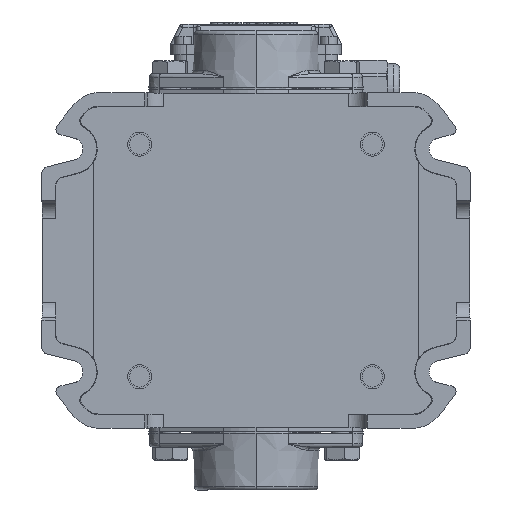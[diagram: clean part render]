
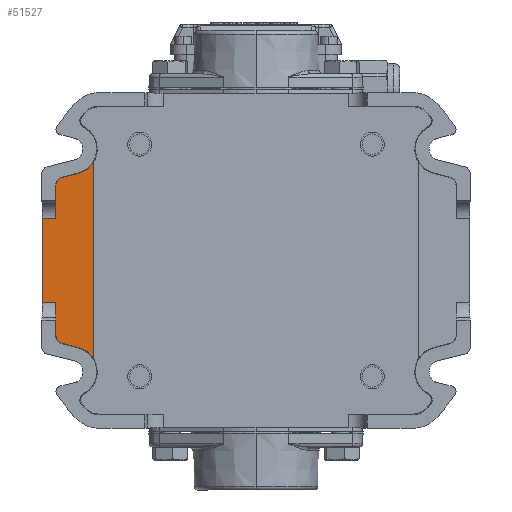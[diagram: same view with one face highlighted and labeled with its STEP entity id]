
A CAD part, front view. The second image highlights one B-rep face of the part: STEP entity #51527.
In plain terms, the highlighted planar face has unit normal (0, -1, 0).
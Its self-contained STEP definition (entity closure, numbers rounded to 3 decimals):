
#1784 = DIRECTION ( 'NONE',  ( 0., 1., 0. ) ) ;
#2093 = CARTESIAN_POINT ( 'NONE',  ( -43.619, 8., -116.791 ) ) ;
#2305 = VERTEX_POINT ( 'NONE', #28253 ) ;
#3575 = EDGE_CURVE ( 'NONE', #39778, #58524, #63798, .T. ) ;
#3699 = CARTESIAN_POINT ( 'NONE',  ( -43.619, 8., -116.791 ) ) ;
#3852 = ORIENTED_EDGE ( 'NONE', *, *, #9381, .T. ) ;
#4284 = LINE ( 'NONE', #27525, #72716 ) ;
#4816 = VECTOR ( 'NONE', #57211, 1000. ) ;
#6184 = DIRECTION ( 'NONE',  ( 0., 1., 0. ) ) ;
#6833 = DIRECTION ( 'NONE',  ( 0., 0., 1. ) ) ;
#7160 = CARTESIAN_POINT ( 'NONE',  ( -46.008, 8., -116.791 ) ) ;
#7256 = EDGE_CURVE ( 'NONE', #7471, #50215, #33622, .T. ) ;
#7471 = VERTEX_POINT ( 'NONE', #26851 ) ;
#8154 = CARTESIAN_POINT ( 'NONE',  ( 46.008, 8., -116.791 ) ) ;
#8473 =( BOUNDED_CURVE ( )  B_SPLINE_CURVE ( 3, ( #20289, #18773, #7160, #2093 ),
 .UNSPECIFIED., .F., .F. ) 
 B_SPLINE_CURVE_WITH_KNOTS ( ( 4, 4 ),
 ( 2.479, 3.805 ),
 .UNSPECIFIED. ) 
 CURVE ( )  GEOMETRIC_REPRESENTATION_ITEM ( )  RATIONAL_B_SPLINE_CURVE ( ( 1., 0.859, 0.859, 1. ) ) 
 REPRESENTATION_ITEM ( '' )  );
#9381 = EDGE_CURVE ( 'NONE', #36695, #76004, #41705, .T. ) ;
#9959 = VECTOR ( 'NONE', #65321, 1000. ) ;
#12369 = CARTESIAN_POINT ( 'NONE',  ( 0., 8., 0. ) ) ;
#14102 = CIRCLE ( 'NONE', #74696, 14.709 ) ;
#14549 = EDGE_CURVE ( 'NONE', #2305, #36695, #8473, .T. ) ;
#15057 = EDGE_CURVE ( 'NONE', #45657, #2305, #16977, .T. ) ;
#16977 = LINE ( 'NONE', #69605, #33597 ) ;
#17143 = CARTESIAN_POINT ( 'NONE',  ( 57.246, 8., -95. ) ) ;
#18773 = CARTESIAN_POINT ( 'NONE',  ( -47.891, 8., -115.32 ) ) ;
#18806 = EDGE_CURVE ( 'NONE', #29080, #45657, #24242, .T. ) ;
#19285 = ORIENTED_EDGE ( 'NONE', *, *, #7256, .T. ) ;
#20137 = CARTESIAN_POINT ( 'NONE',  ( 47.891, 8., -115.32 ) ) ;
#20287 = CARTESIAN_POINT ( 'NONE',  ( -50.727, 8., -103.941 ) ) ;
#20289 = CARTESIAN_POINT ( 'NONE',  ( -48.469, 8., -113.001 ) ) ;
#20414 = CARTESIAN_POINT ( 'NONE',  ( 50.727, 8., -103.941 ) ) ;
#20946 = DIRECTION ( 'NONE',  ( 1., 0., 0. ) ) ;
#22186 = CARTESIAN_POINT ( 'NONE',  ( -24.608, 8., 0. ) ) ;
#22384 = EDGE_CURVE ( 'NONE', #76004, #47358, #39224, .T. ) ;
#22820 = PLANE ( 'NONE',  #63697 ) ;
#23027 = AXIS2_PLACEMENT_3D ( 'NONE', #30073, #1784, #6833 ) ;
#24242 = CIRCLE ( 'NONE', #23027, 14.709 ) ;
#24252 = ORIENTED_EDGE ( 'NONE', *, *, #15057, .T. ) ;
#24655 = CARTESIAN_POINT ( 'NONE',  ( 48.469, 8., -113.001 ) ) ;
#24766 = CARTESIAN_POINT ( 'NONE',  ( 65., 8., -107.5 ) ) ;
#26001 = ORIENTED_EDGE ( 'NONE', *, *, #76565, .T. ) ;
#26851 = CARTESIAN_POINT ( 'NONE',  ( 24.608, 8., -124.791 ) ) ;
#27525 = CARTESIAN_POINT ( 'NONE',  ( -58.463, 8., -95. ) ) ;
#27824 = DIRECTION ( 'NONE',  ( 0.242, 0., -0.97 ) ) ;
#28253 = CARTESIAN_POINT ( 'NONE',  ( -48.469, 8., -113.001 ) ) ;
#29080 = VERTEX_POINT ( 'NONE', #31810 ) ;
#29797 = FACE_OUTER_BOUND ( 'NONE', #64911, .T. ) ;
#30073 = CARTESIAN_POINT ( 'NONE',  ( -65., 8., -107.5 ) ) ;
#31779 = EDGE_CURVE ( 'NONE', #29080, #57266, #4284, .T. ) ;
#31810 = CARTESIAN_POINT ( 'NONE',  ( -57.246, 8., -95. ) ) ;
#31831 = VECTOR ( 'NONE', #74655, 1000. ) ;
#32143 = CARTESIAN_POINT ( 'NONE',  ( 48.469, 8., -113.001 ) ) ;
#32696 = ORIENTED_EDGE ( 'NONE', *, *, #49869, .T. ) ;
#33597 = VECTOR ( 'NONE', #27824, 1000. ) ;
#33622 = LINE ( 'NONE', #39788, #4816 ) ;
#36695 = VERTEX_POINT ( 'NONE', #3699 ) ;
#36781 = DIRECTION ( 'NONE',  ( 0., -1., 0. ) ) ;
#37634 = EDGE_CURVE ( 'NONE', #7471, #47358, #65731, .T. ) ;
#37970 = CARTESIAN_POINT ( 'NONE',  ( -47.687, 8., -116.791 ) ) ;
#38644 = CARTESIAN_POINT ( 'NONE',  ( 43.619, 8., -116.791 ) ) ;
#39224 = LINE ( 'NONE', #22186, #53602 ) ;
#39778 = VERTEX_POINT ( 'NONE', #20414 ) ;
#39788 = CARTESIAN_POINT ( 'NONE',  ( 24.608, 8., -116.791 ) ) ;
#41705 = LINE ( 'NONE', #42091, #9959 ) ;
#42091 = CARTESIAN_POINT ( 'NONE',  ( -47.687, 8., -116.791 ) ) ;
#44508 = DIRECTION ( 'NONE',  ( 1., 0., 0. ) ) ;
#44511 = ORIENTED_EDGE ( 'NONE', *, *, #22384, .T. ) ;
#45396 =( BOUNDED_CURVE ( )  B_SPLINE_CURVE ( 3, ( #72017, #8154, #20137, #32143 ),
 .UNSPECIFIED., .F., .F. ) 
 B_SPLINE_CURVE_WITH_KNOTS ( ( 4, 4 ),
 ( 2.479, 3.805 ),
 .UNSPECIFIED. ) 
 CURVE ( )  GEOMETRIC_REPRESENTATION_ITEM ( )  RATIONAL_B_SPLINE_CURVE ( ( 1., 0.859, 0.859, 1. ) ) 
 REPRESENTATION_ITEM ( '' )  );
#45657 = VERTEX_POINT ( 'NONE', #20287 ) ;
#47358 = VERTEX_POINT ( 'NONE', #57327 ) ;
#47517 = DIRECTION ( 'NONE',  ( -1., 0., 0. ) ) ;
#48293 = CARTESIAN_POINT ( 'NONE',  ( 0., 8., -124.791 ) ) ;
#49869 = EDGE_CURVE ( 'NONE', #50215, #71235, #50310, .T. ) ;
#50215 = VERTEX_POINT ( 'NONE', #56319 ) ;
#50310 = LINE ( 'NONE', #37970, #69669 ) ;
#51527 = ADVANCED_FACE ( 'NONE', ( #29797 ), #22820, .F. ) ;
#52598 = DIRECTION ( 'NONE',  ( 0., 0., 1. ) ) ;
#53602 = VECTOR ( 'NONE', #56647, 1000. ) ;
#53916 = ORIENTED_EDGE ( 'NONE', *, *, #3575, .F. ) ;
#56319 = CARTESIAN_POINT ( 'NONE',  ( 24.608, 8., -116.791 ) ) ;
#56647 = DIRECTION ( 'NONE',  ( 0., 0., -1. ) ) ;
#57211 = DIRECTION ( 'NONE',  ( 0., 0., 1. ) ) ;
#57266 = VERTEX_POINT ( 'NONE', #17143 ) ;
#57327 = CARTESIAN_POINT ( 'NONE',  ( -24.608, 8., -124.791 ) ) ;
#58524 = VERTEX_POINT ( 'NONE', #24655 ) ;
#59059 = ORIENTED_EDGE ( 'NONE', *, *, #37634, .F. ) ;
#60779 = DIRECTION ( 'NONE',  ( 0., 0., 1. ) ) ;
#61605 = ORIENTED_EDGE ( 'NONE', *, *, #61977, .F. ) ;
#61977 = EDGE_CURVE ( 'NONE', #57266, #39778, #14102, .T. ) ;
#62485 = ORIENTED_EDGE ( 'NONE', *, *, #14549, .T. ) ;
#63038 = CARTESIAN_POINT ( 'NONE',  ( 50.727, 8., -103.941 ) ) ;
#63697 = AXIS2_PLACEMENT_3D ( 'NONE', #12369, #6184, #52598 ) ;
#63798 = LINE ( 'NONE', #63038, #31831 ) ;
#64677 = VECTOR ( 'NONE', #47517, 1000. ) ;
#64911 = EDGE_LOOP ( 'NONE', ( #24252, #62485, #3852, #44511, #59059, #19285, #32696, #26001, #53916, #61605, #75898, #69246 ) ) ;
#65321 = DIRECTION ( 'NONE',  ( 1., 0., 0. ) ) ;
#65731 = LINE ( 'NONE', #48293, #64677 ) ;
#68760 = CARTESIAN_POINT ( 'NONE',  ( -24.608, 8., -116.791 ) ) ;
#69246 = ORIENTED_EDGE ( 'NONE', *, *, #18806, .T. ) ;
#69605 = CARTESIAN_POINT ( 'NONE',  ( -50.727, 8., -103.941 ) ) ;
#69669 = VECTOR ( 'NONE', #44508, 1000. ) ;
#71235 = VERTEX_POINT ( 'NONE', #38644 ) ;
#72017 = CARTESIAN_POINT ( 'NONE',  ( 43.619, 8., -116.791 ) ) ;
#72716 = VECTOR ( 'NONE', #20946, 1000. ) ;
#74655 = DIRECTION ( 'NONE',  ( -0.242, 0., -0.97 ) ) ;
#74696 = AXIS2_PLACEMENT_3D ( 'NONE', #24766, #36781, #60779 ) ;
#75898 = ORIENTED_EDGE ( 'NONE', *, *, #31779, .F. ) ;
#76004 = VERTEX_POINT ( 'NONE', #68760 ) ;
#76565 = EDGE_CURVE ( 'NONE', #71235, #58524, #45396, .T. ) ;
